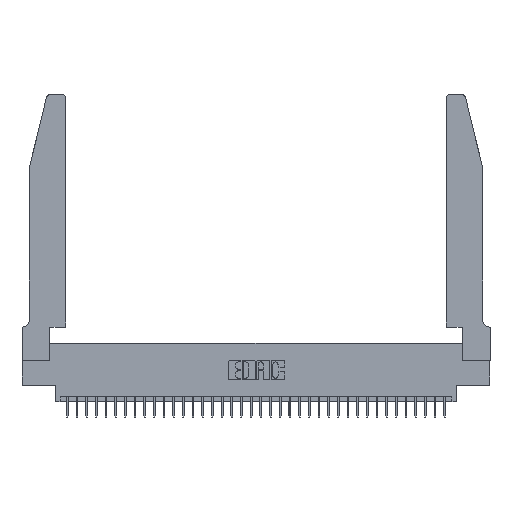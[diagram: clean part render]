
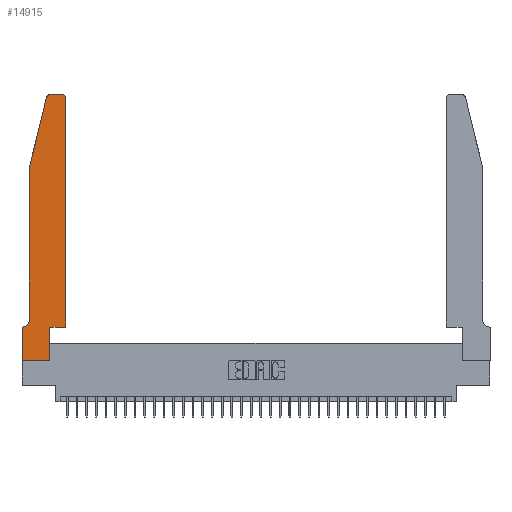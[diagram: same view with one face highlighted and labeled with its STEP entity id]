
A CAD part, top view. The second image highlights one B-rep face of the part: STEP entity #14915.
In plain terms, the highlighted planar face has unit normal (0, 0, 1).
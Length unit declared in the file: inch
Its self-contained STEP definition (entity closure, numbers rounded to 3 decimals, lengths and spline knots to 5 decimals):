
#4 = ORIENTED_EDGE ( 'NONE', *, *, #36505, .T. ) ;
#18 = VECTOR ( 'NONE', #9616, 39.37008 ) ;
#618 = EDGE_CURVE ( 'NONE', #34514, #23155, #32868, .T. ) ;
#1120 = ORIENTED_EDGE ( 'NONE', *, *, #35782, .T. ) ;
#1558 = AXIS2_PLACEMENT_3D ( 'NONE', #25794, #34129, #17499 ) ;
#1645 = EDGE_CURVE ( 'NONE', #6478, #14326, #30213, .T. ) ;
#1943 = DIRECTION ( 'NONE',  ( 0., 1., 0. ) ) ;
#2841 = ORIENTED_EDGE ( 'NONE', *, *, #1645, .T. ) ;
#2961 = ORIENTED_EDGE ( 'NONE', *, *, #16544, .T. ) ;
#3086 = VERTEX_POINT ( 'NONE', #10426 ) ;
#4357 = LINE ( 'NONE', #12800, #11201 ) ;
#4402 = VECTOR ( 'NONE', #8397, 39.37008 ) ;
#4922 = EDGE_CURVE ( 'NONE', #22154, #3086, #33918, .T. ) ;
#5308 = LINE ( 'NONE', #24746, #33506 ) ;
#5883 = ORIENTED_EDGE ( 'NONE', *, *, #33418, .T. ) ;
#5890 = AXIS2_PLACEMENT_3D ( 'NONE', #24313, #23254, #23324 ) ;
#6478 = VERTEX_POINT ( 'NONE', #30900 ) ;
#6541 = EDGE_CURVE ( 'NONE', #19167, #8911, #11663, .T. ) ;
#8229 = ORIENTED_EDGE ( 'NONE', *, *, #18178, .T. ) ;
#8378 = VECTOR ( 'NONE', #34897, 39.37008 ) ;
#8397 = DIRECTION ( 'NONE',  ( 1., 0., 0. ) ) ;
#8911 = VERTEX_POINT ( 'NONE', #33616 ) ;
#9279 = CARTESIAN_POINT ( 'NONE',  ( 0.0755, 2., 0.37 ) ) ;
#9616 = DIRECTION ( 'NONE',  ( 0., 1., 0. ) ) ;
#10325 = EDGE_CURVE ( 'NONE', #16443, #22154, #22429, .T. ) ;
#10426 = CARTESIAN_POINT ( 'NONE',  ( 0., 0.35, 0.37 ) ) ;
#10454 = AXIS2_PLACEMENT_3D ( 'NONE', #11673, #31231, #14534 ) ;
#10613 = ORIENTED_EDGE ( 'NONE', *, *, #6541, .T. ) ;
#11201 = VECTOR ( 'NONE', #35119, 39.37008 ) ;
#11246 = LINE ( 'NONE', #25316, #4402 ) ;
#11663 = LINE ( 'NONE', #9279, #12545 ) ;
#11673 = CARTESIAN_POINT ( 'NONE',  ( 0.0055, 0.42, 0.37 ) ) ;
#11727 = ORIENTED_EDGE ( 'NONE', *, *, #618, .T. ) ;
#12545 = VECTOR ( 'NONE', #31671, 39.37008 ) ;
#12800 = CARTESIAN_POINT ( 'NONE',  ( 0.4505, 0.35, 0.37 ) ) ;
#12944 = CARTESIAN_POINT ( 'NONE',  ( 0.2865, 0.35, 0.37 ) ) ;
#13510 = VERTEX_POINT ( 'NONE', #28738 ) ;
#14166 = CARTESIAN_POINT ( 'NONE',  ( 0., 0., 0.37 ) ) ;
#14326 = VERTEX_POINT ( 'NONE', #14679 ) ;
#14534 = DIRECTION ( 'NONE',  ( -1., 0., 0. ) ) ;
#14650 = PLANE ( 'NONE',  #1558 ) ;
#14679 = CARTESIAN_POINT ( 'NONE',  ( 0.2865, 0.35, 0.37 ) ) ;
#14915 = ADVANCED_FACE ( 'NONE', ( #31221 ), #14650, .T. ) ;
#15420 = CARTESIAN_POINT ( 'NONE',  ( 0.0755, 2., 0.37 ) ) ;
#15522 = CARTESIAN_POINT ( 'NONE',  ( 0., 0., 0.37 ) ) ;
#15635 = DIRECTION ( 'NONE',  ( -1., 0., 0. ) ) ;
#16443 = VERTEX_POINT ( 'NONE', #18011 ) ;
#16544 = EDGE_CURVE ( 'NONE', #3086, #16886, #23773, .T. ) ;
#16628 = CARTESIAN_POINT ( 'NONE',  ( 0.4505, 2.72, 0.37 ) ) ;
#16886 = VERTEX_POINT ( 'NONE', #14166 ) ;
#17003 = DIRECTION ( 'NONE',  ( 0., 0., 1. ) ) ;
#17499 = DIRECTION ( 'NONE',  ( 1., 0., 0. ) ) ;
#18011 = CARTESIAN_POINT ( 'NONE',  ( 0.0755, 0.42, 0.37 ) ) ;
#18178 = EDGE_CURVE ( 'NONE', #23155, #28162, #21108, .T. ) ;
#18386 = DIRECTION ( 'NONE',  ( 0., -1., 0. ) ) ;
#19046 = EDGE_LOOP ( 'NONE', ( #8229, #33121, #10613, #5883, #20388, #22680, #2961, #4, #2841, #31796, #1120, #11727 ) ) ;
#19167 = VERTEX_POINT ( 'NONE', #30298 ) ;
#20083 = CARTESIAN_POINT ( 'NONE',  ( 0.2605, 2.75, 0.37 ) ) ;
#20388 = ORIENTED_EDGE ( 'NONE', *, *, #10325, .T. ) ;
#20952 = CARTESIAN_POINT ( 'NONE',  ( 0.284, 2.75, 0.37 ) ) ;
#21072 = CARTESIAN_POINT ( 'NONE',  ( 0.0055, 0.35, 0.37 ) ) ;
#21108 = LINE ( 'NONE', #20083, #28496 ) ;
#22154 = VERTEX_POINT ( 'NONE', #21072 ) ;
#22429 = CIRCLE ( 'NONE', #10454, 0.07 ) ;
#22680 = ORIENTED_EDGE ( 'NONE', *, *, #4922, .T. ) ;
#22876 = DIRECTION ( 'NONE',  ( -1., 0., 0. ) ) ;
#23155 = VERTEX_POINT ( 'NONE', #34188 ) ;
#23254 = DIRECTION ( 'NONE',  ( 0., 0., 1. ) ) ;
#23324 = DIRECTION ( 'NONE',  ( 1., 0., 0. ) ) ;
#23773 = LINE ( 'NONE', #15522, #29408 ) ;
#23966 = CARTESIAN_POINT ( 'NONE',  ( 0.0755, 0.35, 0.37 ) ) ;
#24313 = CARTESIAN_POINT ( 'NONE',  ( 0.4205, 2.72, 0.37 ) ) ;
#24746 = CARTESIAN_POINT ( 'NONE',  ( 0.4505, 0.35, 0.37 ) ) ;
#25316 = CARTESIAN_POINT ( 'NONE',  ( 0., 0., 0.37 ) ) ;
#25794 = CARTESIAN_POINT ( 'NONE',  ( 0., 0.35, 0.37 ) ) ;
#26546 = VECTOR ( 'NONE', #15635, 39.37008 ) ;
#26683 = AXIS2_PLACEMENT_3D ( 'NONE', #33643, #17003, #36471 ) ;
#28162 = VERTEX_POINT ( 'NONE', #20952 ) ;
#28496 = VECTOR ( 'NONE', #22876, 39.37008 ) ;
#28738 = CARTESIAN_POINT ( 'NONE',  ( 0.4505, 0.35, 0.37 ) ) ;
#29408 = VECTOR ( 'NONE', #18386, 39.37008 ) ;
#29903 = LINE ( 'NONE', #15420, #8378 ) ;
#30213 = LINE ( 'NONE', #12944, #18 ) ;
#30298 = CARTESIAN_POINT ( 'NONE',  ( 0.25487, 2.72718, 0.37 ) ) ;
#30900 = CARTESIAN_POINT ( 'NONE',  ( 0.2865, 0., 0.37 ) ) ;
#31221 = FACE_OUTER_BOUND ( 'NONE', #19046, .T. ) ;
#31231 = DIRECTION ( 'NONE',  ( 0., 0., -1. ) ) ;
#31671 = DIRECTION ( 'NONE',  ( -0.239, -0.971, 0. ) ) ;
#31796 = ORIENTED_EDGE ( 'NONE', *, *, #36258, .T. ) ;
#32868 = CIRCLE ( 'NONE', #5890, 0.03 ) ;
#33121 = ORIENTED_EDGE ( 'NONE', *, *, #34592, .T. ) ;
#33418 = EDGE_CURVE ( 'NONE', #8911, #16443, #29903, .T. ) ;
#33506 = VECTOR ( 'NONE', #1943, 39.37008 ) ;
#33616 = CARTESIAN_POINT ( 'NONE',  ( 0.0755, 2., 0.37 ) ) ;
#33643 = CARTESIAN_POINT ( 'NONE',  ( 0.284, 2.72, 0.37 ) ) ;
#33918 = LINE ( 'NONE', #23966, #26546 ) ;
#34129 = DIRECTION ( 'NONE',  ( 0., 0., 1. ) ) ;
#34188 = CARTESIAN_POINT ( 'NONE',  ( 0.4205, 2.75, 0.37 ) ) ;
#34514 = VERTEX_POINT ( 'NONE', #16628 ) ;
#34592 = EDGE_CURVE ( 'NONE', #28162, #19167, #36418, .T. ) ;
#34897 = DIRECTION ( 'NONE',  ( 0., -1., 0. ) ) ;
#35119 = DIRECTION ( 'NONE',  ( 1., 0., 0. ) ) ;
#35782 = EDGE_CURVE ( 'NONE', #13510, #34514, #5308, .T. ) ;
#36258 = EDGE_CURVE ( 'NONE', #14326, #13510, #4357, .T. ) ;
#36418 = CIRCLE ( 'NONE', #26683, 0.03 ) ;
#36471 = DIRECTION ( 'NONE',  ( 1., 0., 0. ) ) ;
#36505 = EDGE_CURVE ( 'NONE', #16886, #6478, #11246, .T. ) ;
